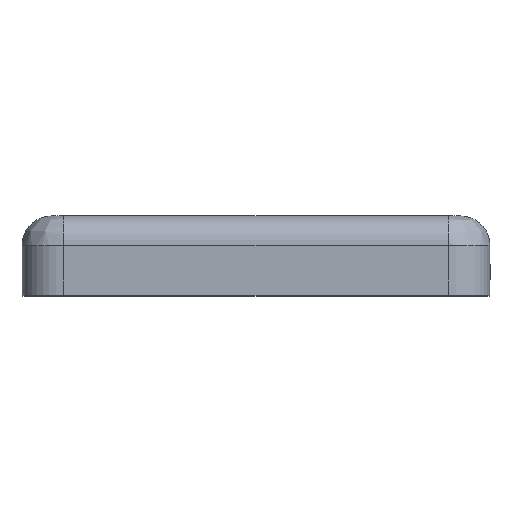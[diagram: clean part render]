
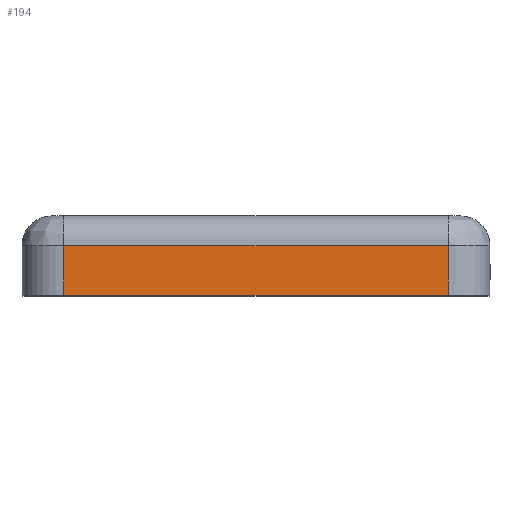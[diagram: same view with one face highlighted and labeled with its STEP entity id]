
A CAD part, top view. The second image highlights one B-rep face of the part: STEP entity #194.
In plain terms, the highlighted planar face has unit normal (0, 0, 1).
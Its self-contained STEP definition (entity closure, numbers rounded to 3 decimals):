
#194 = ADVANCED_FACE( 'NONE', ( #442 ), #443, .T. );
#442 = FACE_OUTER_BOUND( '', #847, .T. );
#443 = PLANE( '', #848 );
#847 = EDGE_LOOP( '', ( #1310, #1311, #1312, #1313 ) );
#848 = AXIS2_PLACEMENT_3D( '', #1314, #1315, #1316 );
#1310 = ORIENTED_EDGE( '', *, *, #1385, .F. );
#1311 = ORIENTED_EDGE( '', *, *, #1434, .F. );
#1312 = ORIENTED_EDGE( '', *, *, #1519, .T. );
#1313 = ORIENTED_EDGE( '', *, *, #1514, .T. );
#1314 = CARTESIAN_POINT( '', ( 9.7, 0., 13.3 ) );
#1315 = DIRECTION( '', ( 0., 0., 1. ) );
#1316 = DIRECTION( '', ( 1., 0., 0. ) );
#1385 = EDGE_CURVE( 'NONE', #1582, #1583, #1584, .T. );
#1434 = EDGE_CURVE( 'NONE', #1660, #1582, #1662, .T. );
#1514 = EDGE_CURVE( 'NONE', #1627, #1583, #1779, .T. );
#1519 = EDGE_CURVE( 'NONE', #1660, #1627, #1785, .T. );
#1582 = VERTEX_POINT( 'NONE', #1858 );
#1583 = VERTEX_POINT( 'NONE', #1859 );
#1584 = LINE( '', #1860, #1861 );
#1627 = VERTEX_POINT( 'NONE', #1915 );
#1660 = VERTEX_POINT( 'NONE', #1956 );
#1662 = LINE( '', #1958, #1959 );
#1779 = LINE( '', #2089, #2090 );
#1785 = LINE( '', #2098, #2099 );
#1858 = CARTESIAN_POINT( '', ( 9.7, -3.7, 13.3 ) );
#1859 = CARTESIAN_POINT( '', ( -9.7, -3.7, 13.3 ) );
#1860 = CARTESIAN_POINT( '', ( 9.7, -3.7, 13.3 ) );
#1861 = VECTOR( '', #2173, 1000. );
#1915 = CARTESIAN_POINT( '', ( -9.7, -1.2, 13.3 ) );
#1956 = CARTESIAN_POINT( '', ( 9.7, -1.2, 13.3 ) );
#1958 = CARTESIAN_POINT( '', ( 9.7, 0., 13.3 ) );
#1959 = VECTOR( '', #2253, 1000. );
#2089 = CARTESIAN_POINT( '', ( -9.7, 0., 13.3 ) );
#2090 = VECTOR( '', #2384, 1000. );
#2098 = CARTESIAN_POINT( '', ( 9.7, -1.2, 13.3 ) );
#2099 = VECTOR( '', #2387, 1000. );
#2173 = DIRECTION( '', ( -1., 0., 0. ) );
#2253 = DIRECTION( '', ( 0., -1., 0. ) );
#2384 = DIRECTION( '', ( 0., -1., 0. ) );
#2387 = DIRECTION( '', ( -1., 0., 0. ) );
